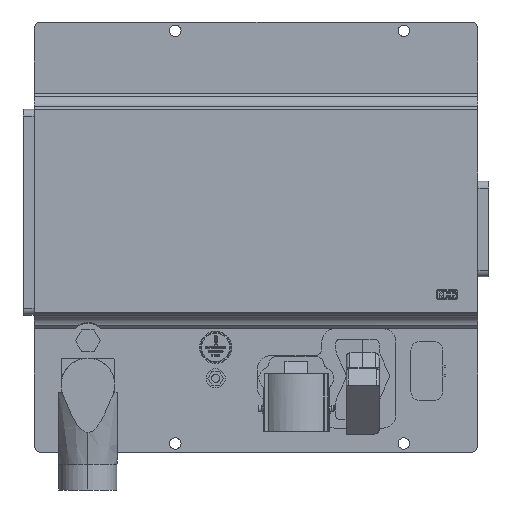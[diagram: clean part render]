
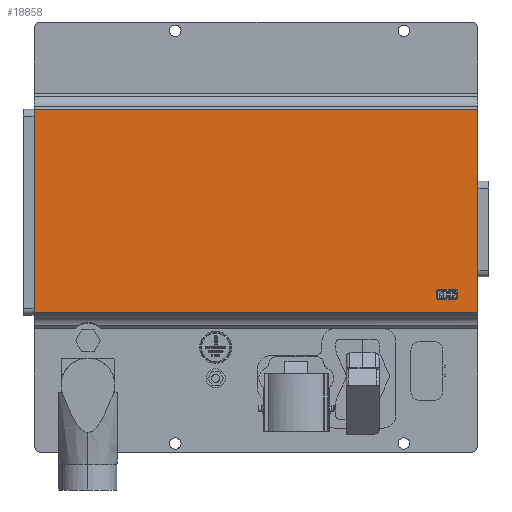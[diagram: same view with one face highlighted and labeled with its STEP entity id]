
A CAD part, front view. The second image highlights one B-rep face of the part: STEP entity #18858.
In plain terms, the highlighted face is planar.
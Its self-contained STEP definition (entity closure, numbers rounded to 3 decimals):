
#70 = CARTESIAN_POINT ( 'NONE',  ( 330., 320., -1.1 ) ) ;
#282 = LINE ( 'NONE', #17988, #6750 ) ;
#906 = VECTOR ( 'NONE', #21116, 1000. ) ;
#1959 = LINE ( 'NONE', #13681, #14061 ) ;
#2110 = VERTEX_POINT ( 'NONE', #6105 ) ;
#3551 = ORIENTED_EDGE ( 'NONE', *, *, #18393, .T. ) ;
#3883 = CARTESIAN_POINT ( 'NONE',  ( 330., 320., -1.1 ) ) ;
#3955 = LINE ( 'NONE', #8454, #20139 ) ;
#4124 = AXIS2_PLACEMENT_3D ( 'NONE', #19260, #9619, #4897 ) ;
#4562 = EDGE_CURVE ( 'NONE', #16499, #5933, #3955, .T. ) ;
#4748 = CARTESIAN_POINT ( 'NONE',  ( 330., 216.129, -1.1 ) ) ;
#4894 = VERTEX_POINT ( 'NONE', #6308 ) ;
#4897 = DIRECTION ( 'NONE',  ( 0., 1., 0. ) ) ;
#4926 = DIRECTION ( 'NONE',  ( 0., 1., 0. ) ) ;
#5375 = DIRECTION ( 'NONE',  ( 0., 1., 0. ) ) ;
#5733 = VERTEX_POINT ( 'NONE', #16451 ) ;
#5933 = VERTEX_POINT ( 'NONE', #4748 ) ;
#5936 = LINE ( 'NONE', #10965, #6238 ) ;
#6105 = CARTESIAN_POINT ( 'NONE',  ( 0., 64.871, -1.1 ) ) ;
#6208 = CARTESIAN_POINT ( 'NONE',  ( 330., 64.871, -1.1 ) ) ;
#6238 = VECTOR ( 'NONE', #17397, 1000. ) ;
#6308 = CARTESIAN_POINT ( 'NONE',  ( 330., 67.821, -1.1 ) ) ;
#6537 = LINE ( 'NONE', #19610, #14309 ) ;
#6750 = VECTOR ( 'NONE', #9960, 1000. ) ;
#7477 = CARTESIAN_POINT ( 'NONE',  ( 0., 186.679, -1.1 ) ) ;
#7840 = VECTOR ( 'NONE', #5375, 1000. ) ;
#8048 = CARTESIAN_POINT ( 'NONE',  ( 0., 2., -1.1 ) ) ;
#8335 = VERTEX_POINT ( 'NONE', #14883 ) ;
#8454 = CARTESIAN_POINT ( 'NONE',  ( 1100., 216.129, -1.1 ) ) ;
#8805 = EDGE_LOOP ( 'NONE', ( #13852, #17062, #11217, #13263, #3551, #14441, #9911, #18349 ) ) ;
#9385 = EDGE_CURVE ( 'NONE', #5733, #2110, #5936, .T. ) ;
#9619 = DIRECTION ( 'NONE',  ( 0., 0., 1. ) ) ;
#9911 = ORIENTED_EDGE ( 'NONE', *, *, #17103, .T. ) ;
#9941 = VERTEX_POINT ( 'NONE', #6208 ) ;
#9960 = DIRECTION ( 'NONE',  ( 0., -1., 0. ) ) ;
#10382 = DIRECTION ( 'NONE',  ( 1., 0., 0. ) ) ;
#10965 = CARTESIAN_POINT ( 'NONE',  ( 0., 2., -1.1 ) ) ;
#11217 = ORIENTED_EDGE ( 'NONE', *, *, #9385, .T. ) ;
#13048 = FACE_OUTER_BOUND ( 'NONE', #8805, .T. ) ;
#13263 = ORIENTED_EDGE ( 'NONE', *, *, #18946, .F. ) ;
#13336 = VECTOR ( 'NONE', #17894, 1000. ) ;
#13458 = DIRECTION ( 'NONE',  ( -1., 0., 0. ) ) ;
#13681 = CARTESIAN_POINT ( 'NONE',  ( 1100., 64.871, -1.1 ) ) ;
#13852 = ORIENTED_EDGE ( 'NONE', *, *, #14642, .T. ) ;
#14061 = VECTOR ( 'NONE', #13458, 1000. ) ;
#14309 = VECTOR ( 'NONE', #4926, 1000. ) ;
#14441 = ORIENTED_EDGE ( 'NONE', *, *, #19908, .T. ) ;
#14642 = EDGE_CURVE ( 'NONE', #16499, #18643, #19089, .T. ) ;
#14883 = CARTESIAN_POINT ( 'NONE',  ( 330., 215.179, -1.1 ) ) ;
#15473 = LINE ( 'NONE', #3883, #7840 ) ;
#16451 = CARTESIAN_POINT ( 'NONE',  ( 0., 121.321, -1.1 ) ) ;
#16496 = LINE ( 'NONE', #70, #13336 ) ;
#16499 = VERTEX_POINT ( 'NONE', #17642 ) ;
#17062 = ORIENTED_EDGE ( 'NONE', *, *, #19846, .T. ) ;
#17103 = EDGE_CURVE ( 'NONE', #8335, #5933, #15473, .T. ) ;
#17397 = DIRECTION ( 'NONE',  ( 0., -1., 0. ) ) ;
#17642 = CARTESIAN_POINT ( 'NONE',  ( 0., 216.129, -1.1 ) ) ;
#17894 = DIRECTION ( 'NONE',  ( 0., 1., 0. ) ) ;
#17988 = CARTESIAN_POINT ( 'NONE',  ( 0., 118.5, -1.1 ) ) ;
#18349 = ORIENTED_EDGE ( 'NONE', *, *, #4562, .F. ) ;
#18393 = EDGE_CURVE ( 'NONE', #9941, #4894, #16496, .T. ) ;
#18643 = VERTEX_POINT ( 'NONE', #7477 ) ;
#18858 = ADVANCED_FACE ( 'NONE', ( #13048 ), #19575, .T. ) ;
#18946 = EDGE_CURVE ( 'NONE', #9941, #2110, #1959, .T. ) ;
#19089 = LINE ( 'NONE', #8048, #906 ) ;
#19260 = CARTESIAN_POINT ( 'NONE',  ( 0., 0., -1.1 ) ) ;
#19575 = PLANE ( 'NONE',  #4124 ) ;
#19610 = CARTESIAN_POINT ( 'NONE',  ( 330., 218., -1.1 ) ) ;
#19846 = EDGE_CURVE ( 'NONE', #18643, #5733, #282, .T. ) ;
#19908 = EDGE_CURVE ( 'NONE', #4894, #8335, #6537, .T. ) ;
#20139 = VECTOR ( 'NONE', #10382, 1000. ) ;
#21116 = DIRECTION ( 'NONE',  ( 0., -1., 0. ) ) ;
